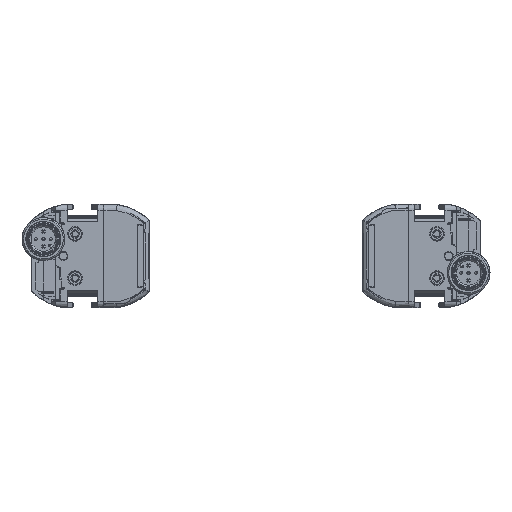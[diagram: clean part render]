
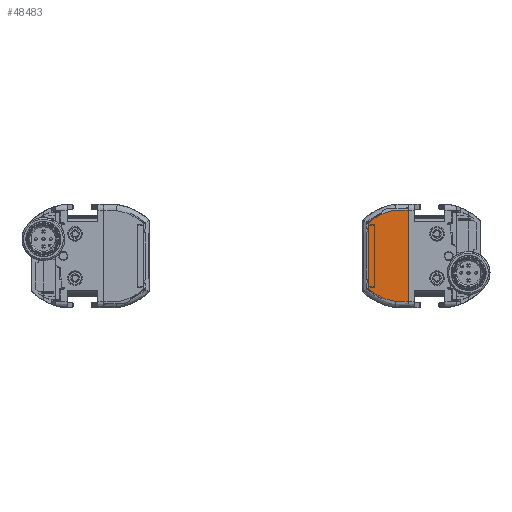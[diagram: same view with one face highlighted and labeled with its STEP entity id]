
A CAD part, front view. The second image highlights one B-rep face of the part: STEP entity #48483.
In plain terms, the highlighted planar face has unit normal (0, -1, 0).
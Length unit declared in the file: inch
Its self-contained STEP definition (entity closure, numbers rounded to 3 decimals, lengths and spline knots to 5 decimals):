
#837 = VERTEX_POINT ( 'NONE', #72291 ) ;
#870 = CARTESIAN_POINT ( 'NONE',  ( 1.67401, -20.84646, -0.55013 ) ) ;
#1865 = CARTESIAN_POINT ( 'NONE',  ( 1.69286, -20.84646, -0.55864 ) ) ;
#3880 = ORIENTED_EDGE ( 'NONE', *, *, #54432, .F. ) ;
#6466 = CARTESIAN_POINT ( 'NONE',  ( 1.66725, -20.84646, 0.55303 ) ) ;
#8382 = CARTESIAN_POINT ( 'NONE',  ( 1.72656, -20.84646, -0.57222 ) ) ;
#9380 = CARTESIAN_POINT ( 'NONE',  ( 1.58792, -20.84646, -0.50257 ) ) ;
#9791 = ORIENTED_EDGE ( 'NONE', *, *, #50327, .F. ) ;
#13983 = CARTESIAN_POINT ( 'NONE',  ( 1.5, -20.84646, 0.44146 ) ) ;
#14971 = CARTESIAN_POINT ( 'NONE',  ( 1.51961, -20.84646, 0.45866 ) ) ;
#15460 = CARTESIAN_POINT ( 'NONE',  ( 1.57556, -20.84646, 0.50047 ) ) ;
#15879 = CARTESIAN_POINT ( 'NONE',  ( 1.66798, -20.84646, -0.54728 ) ) ;
#16864 = CARTESIAN_POINT ( 'NONE',  ( 1.5807, -20.84646, -0.49782 ) ) ;
#19314 = CARTESIAN_POINT ( 'NONE',  ( 1.50878, -20.84646, -0.44324 ) ) ;
#20760 = VERTEX_POINT ( 'NONE', #43137 ) ;
#21470 = CARTESIAN_POINT ( 'NONE',  ( 1.65469, -20.84646, 0.54688 ) ) ;
#21472 = EDGE_CURVE ( 'NONE', #95207, #20760, #79758, .T. ) ;
#21973 = CARTESIAN_POINT ( 'NONE',  ( 1.66754, -20.84646, 0.55317 ) ) ;
#22460 = CARTESIAN_POINT ( 'NONE',  ( 1.72402, -20.84646, 0.58009 ) ) ;
#22519 = EDGE_CURVE ( 'NONE', #33548, #837, #28319, .T. ) ;
#22952 = CARTESIAN_POINT ( 'NONE',  ( 1.53933, -20.84646, 0.4743 ) ) ;
#23379 = CARTESIAN_POINT ( 'NONE',  ( 1.74212, -20.84646, -0.5778 ) ) ;
#23442 = CARTESIAN_POINT ( 'NONE',  ( 1.54649, -20.84646, 0.47978 ) ) ;
#23874 = CARTESIAN_POINT ( 'NONE',  ( 1.82443, -20.84646, -0.60142 ) ) ;
#24371 = CARTESIAN_POINT ( 'NONE',  ( 1.62392, -20.84646, -0.52441 ) ) ;
#25364 = CARTESIAN_POINT ( 'NONE',  ( 1.79031, -20.84646, -0.5931 ) ) ;
#26214 = DIRECTION ( 'NONE',  ( -1., 0., 0. ) ) ;
#26742 = CARTESIAN_POINT ( 'NONE',  ( 1.5, -20.84646, 0.44146 ) ) ;
#26821 = CARTESIAN_POINT ( 'NONE',  ( 1.56138, -20.84646, -0.48493 ) ) ;
#27110 = ORIENTED_EDGE ( 'NONE', *, *, #21472, .F. ) ;
#27326 = VECTOR ( 'NONE', #82598, 39.37008 ) ;
#27592 = FACE_OUTER_BOUND ( 'NONE', #94336, .T. ) ;
#27746 = ORIENTED_EDGE ( 'NONE', *, *, #35787, .F. ) ;
#28089 = PLANE ( 'NONE',  #56504 ) ;
#28319 = B_SPLINE_CURVE_WITH_KNOTS ( 'NONE', 3,
 ( #13983, #97499, #14971, #22952, #23442, #53457, #91014, #61476, #28978, #15460, #37463, #45968, #45469, #37966, #59495, #90020, #59994, #21470, #51989, #44498, #90524, #75011, #98496, #6466, #21973, #60500, #22460, #38460, #52971 ),
 .UNSPECIFIED., .F., .F.,
 ( 4, 2, 2, 2, 1, 1, 2, 2, 2, 2, 2, 1, 1, 1, 2, 2, 4 ),
 ( 0., 0.125, 0.1875, 0.21875, 0.23437, 0.24219, 0.24609, 0.25, 0.375, 0.4375, 0.46875, 0.48437, 0.49219, 0.49609, 0.49805, 0.5, 1. ),
 .UNSPECIFIED. ) ;
#28978 = CARTESIAN_POINT ( 'NONE',  ( 1.57171, -20.84646, 0.49785 ) ) ;
#30870 = VERTEX_POINT ( 'NONE', #50592 ) ;
#30893 = CARTESIAN_POINT ( 'NONE',  ( 1.66872, -20.84646, -0.54763 ) ) ;
#33548 = VERTEX_POINT ( 'NONE', #26742 ) ;
#33639 = VERTEX_POINT ( 'NONE', #98234 ) ;
#34652 = VECTOR ( 'NONE', #26214, 39.37008 ) ;
#34855 = CARTESIAN_POINT ( 'NONE',  ( 2.03207, -20.84646, -0.21546 ) ) ;
#35110 = CARTESIAN_POINT ( 'NONE',  ( 2.00787, -20.84646, -0.21546 ) ) ;
#35787 = EDGE_CURVE ( 'NONE', #30870, #33548, #67112, .T. ) ;
#37463 = CARTESIAN_POINT ( 'NONE',  ( 1.57723, -20.84646, 0.5016 ) ) ;
#37966 = CARTESIAN_POINT ( 'NONE',  ( 1.59904, -20.84646, 0.51616 ) ) ;
#38460 = CARTESIAN_POINT ( 'NONE',  ( 1.78845, -20.84646, 0.60175 ) ) ;
#38885 = CARTESIAN_POINT ( 'NONE',  ( 1.64619, -20.84646, -0.53667 ) ) ;
#40238 = B_SPLINE_CURVE_WITH_KNOTS ( 'NONE', 3,
 ( #62392, #23874, #25364, #23379, #8382, #83916, #1865, #92408, #870, #77905, #76424, #30893, #84420, #15879, #76919, #38885, #24371, #85399, #54366, #69414, #84904, #9380, #46879, #77407, #16864, #70399, #26821, #71871, #80344, #19314, #55855 ),
 .UNSPECIFIED., .F., .F.,
 ( 4, 2, 2, 1, 1, 1, 1, 1, 2, 2, 2, 2, 2, 1, 1, 2, 2, 2, 4 ),
 ( 0., 0.25, 0.375, 0.4375, 0.46875, 0.48437, 0.49219, 0.49609, 0.49805, 0.5, 0.625, 0.6875, 0.71875, 0.73437, 0.74219, 0.74609, 0.75, 0.875, 1. ),
 .UNSPECIFIED. ) ;
#41385 = DIRECTION ( 'NONE',  ( 1., 0., 0. ) ) ;
#43137 = CARTESIAN_POINT ( 'NONE',  ( 1.8604, -20.84646, -0.60719 ) ) ;
#43337 = LINE ( 'NONE', #49829, #64790 ) ;
#44498 = CARTESIAN_POINT ( 'NONE',  ( 1.66162, -20.84646, 0.55031 ) ) ;
#45469 = CARTESIAN_POINT ( 'NONE',  ( 1.57887, -20.84646, 0.5027 ) ) ;
#45968 = CARTESIAN_POINT ( 'NONE',  ( 1.57835, -20.84646, 0.50235 ) ) ;
#46879 = CARTESIAN_POINT ( 'NONE',  ( 1.58373, -20.84646, -0.49983 ) ) ;
#48483 = ADVANCED_FACE ( 'NONE', ( #27592 ), #28089, .F. ) ;
#49829 = CARTESIAN_POINT ( 'NONE',  ( 2.00787, -20.84646, 0.61328 ) ) ;
#50102 = DIRECTION ( 'NONE',  ( 0., 1., 0. ) ) ;
#50327 = EDGE_CURVE ( 'NONE', #20760, #30870, #40238, .T. ) ;
#50592 = CARTESIAN_POINT ( 'NONE',  ( 1.5, -20.84646, -0.43537 ) ) ;
#51989 = CARTESIAN_POINT ( 'NONE',  ( 1.65757, -20.84646, 0.54832 ) ) ;
#52971 = CARTESIAN_POINT ( 'NONE',  ( 1.8604, -20.84646, 0.61328 ) ) ;
#53457 = CARTESIAN_POINT ( 'NONE',  ( 1.55815, -20.84646, 0.48832 ) ) ;
#54366 = CARTESIAN_POINT ( 'NONE',  ( 1.60285, -20.84646, -0.51197 ) ) ;
#54432 = EDGE_CURVE ( 'NONE', #33639, #95207, #72877, .T. ) ;
#55855 = CARTESIAN_POINT ( 'NONE',  ( 1.5, -20.84646, -0.43537 ) ) ;
#56504 = AXIS2_PLACEMENT_3D ( 'NONE', #35110, #50102, #89629 ) ;
#58118 = ORIENTED_EDGE ( 'NONE', *, *, #22519, .F. ) ;
#59495 = CARTESIAN_POINT ( 'NONE',  ( 1.61649, -20.84646, 0.52642 ) ) ;
#59994 = CARTESIAN_POINT ( 'NONE',  ( 1.64555, -20.84646, 0.54223 ) ) ;
#60500 = CARTESIAN_POINT ( 'NONE',  ( 1.66762, -20.84646, 0.55321 ) ) ;
#61476 = CARTESIAN_POINT ( 'NONE',  ( 1.5685, -20.84646, 0.49563 ) ) ;
#61652 = VECTOR ( 'NONE', #95856, 39.37008 ) ;
#62392 = CARTESIAN_POINT ( 'NONE',  ( 1.8604, -20.84646, -0.60719 ) ) ;
#64790 = VECTOR ( 'NONE', #41385, 39.37008 ) ;
#67112 = LINE ( 'NONE', #86792, #27326 ) ;
#68815 = EDGE_CURVE ( 'NONE', #837, #33639, #43337, .T. ) ;
#69414 = CARTESIAN_POINT ( 'NONE',  ( 1.59837, -20.84646, -0.50921 ) ) ;
#70399 = CARTESIAN_POINT ( 'NONE',  ( 1.58005, -20.84646, -0.49739 ) ) ;
#70765 = CARTESIAN_POINT ( 'NONE',  ( 2.03207, -20.84646, -0.60719 ) ) ;
#71871 = CARTESIAN_POINT ( 'NONE',  ( 1.54591, -20.84646, -0.47341 ) ) ;
#72291 = CARTESIAN_POINT ( 'NONE',  ( 1.8604, -20.84646, 0.61328 ) ) ;
#72739 = CARTESIAN_POINT ( 'NONE',  ( 2.00787, -20.84646, -0.60719 ) ) ;
#72877 = LINE ( 'NONE', #34855, #61652 ) ;
#75011 = CARTESIAN_POINT ( 'NONE',  ( 1.66575, -20.84646, 0.55231 ) ) ;
#76424 = CARTESIAN_POINT ( 'NONE',  ( 1.66938, -20.84646, -0.54795 ) ) ;
#76919 = CARTESIAN_POINT ( 'NONE',  ( 1.65845, -20.84646, -0.54274 ) ) ;
#77407 = CARTESIAN_POINT ( 'NONE',  ( 1.58192, -20.84646, -0.49863 ) ) ;
#77905 = CARTESIAN_POINT ( 'NONE',  ( 1.67092, -20.84646, -0.54867 ) ) ;
#79758 = LINE ( 'NONE', #72739, #34652 ) ;
#80344 = CARTESIAN_POINT ( 'NONE',  ( 1.51961, -20.84646, -0.45257 ) ) ;
#82598 = DIRECTION ( 'NONE',  ( 0., 0., 1. ) ) ;
#83879 = ORIENTED_EDGE ( 'NONE', *, *, #68815, .F. ) ;
#83916 = CARTESIAN_POINT ( 'NONE',  ( 1.70397, -20.84646, -0.56327 ) ) ;
#84420 = CARTESIAN_POINT ( 'NONE',  ( 1.66828, -20.84646, -0.54742 ) ) ;
#84904 = CARTESIAN_POINT ( 'NONE',  ( 1.59144, -20.84646, -0.50482 ) ) ;
#85399 = CARTESIAN_POINT ( 'NONE',  ( 1.61584, -20.84646, -0.5198 ) ) ;
#86792 = CARTESIAN_POINT ( 'NONE',  ( 1.5, -20.84646, -0.21546 ) ) ;
#89629 = DIRECTION ( 'NONE',  ( 1., 0., 0. ) ) ;
#90020 = CARTESIAN_POINT ( 'NONE',  ( 1.63877, -20.84646, 0.53868 ) ) ;
#90524 = CARTESIAN_POINT ( 'NONE',  ( 1.66358, -20.84646, 0.55126 ) ) ;
#91014 = CARTESIAN_POINT ( 'NONE',  ( 1.56219, -20.84646, 0.49121 ) ) ;
#92408 = CARTESIAN_POINT ( 'NONE',  ( 1.68024, -20.84646, -0.553 ) ) ;
#94336 = EDGE_LOOP ( 'NONE', ( #27746, #9791, #27110, #3880, #83879, #58118 ) ) ;
#95207 = VERTEX_POINT ( 'NONE', #70765 ) ;
#95856 = DIRECTION ( 'NONE',  ( 0., 0., -1. ) ) ;
#97499 = CARTESIAN_POINT ( 'NONE',  ( 1.50878, -20.84646, 0.44933 ) ) ;
#98234 = CARTESIAN_POINT ( 'NONE',  ( 2.03207, -20.84646, 0.61328 ) ) ;
#98496 = CARTESIAN_POINT ( 'NONE',  ( 1.6668, -20.84646, 0.55281 ) ) ;
